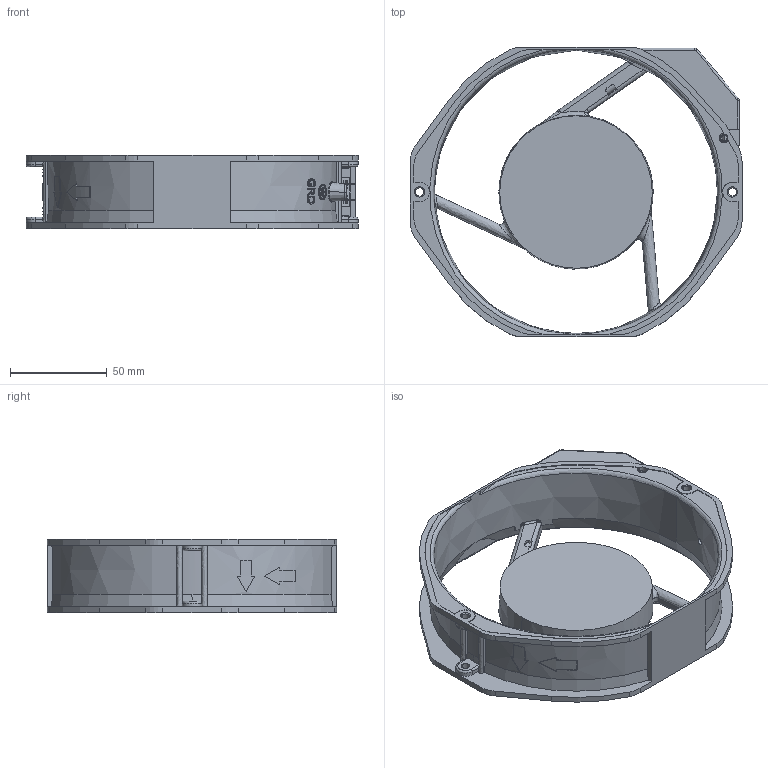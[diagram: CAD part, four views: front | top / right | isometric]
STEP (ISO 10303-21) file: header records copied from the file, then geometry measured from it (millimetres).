
FILE_DESCRIPTION (( 'STEP AP203' ), '1' );
FILE_NAME ('OA172SAPL_m2_frame.stp', '2023-04-11T15:42:23', ( '' ), ( '' ), 'SwSTEP 2.0', 'SolidWorks 2018', '' );
FILE_SCHEMA (( 'CONFIG_CONTROL_DESIGN' ));
Length unit declared in the file: millimetre
Products named in the file (1): OA172SAPL_m2_frame
Bounding box: 172 x 150 x 38 mm (x, y, z)
Volume: 172755.5 mm3; surface area: 74029.6 mm2
Topology: 1 solids, 1 shells, 698 faces, 2042 edges, 1332 vertices
Faces by surface type: plane 341, bspline 150, cylinder 145, cone 52, torus 10
Entity records: 39835 total; most frequent: CARTESIAN_POINT 23241, ORIENTED_EDGE 4076, DIRECTION 2612, EDGE_CURVE 2038, VERTEX_POINT 1331, AXIS2_PLACEMENT_3D 917, B_SPLINE_CURVE_WITH_KNOTS 816, VECTOR 778
